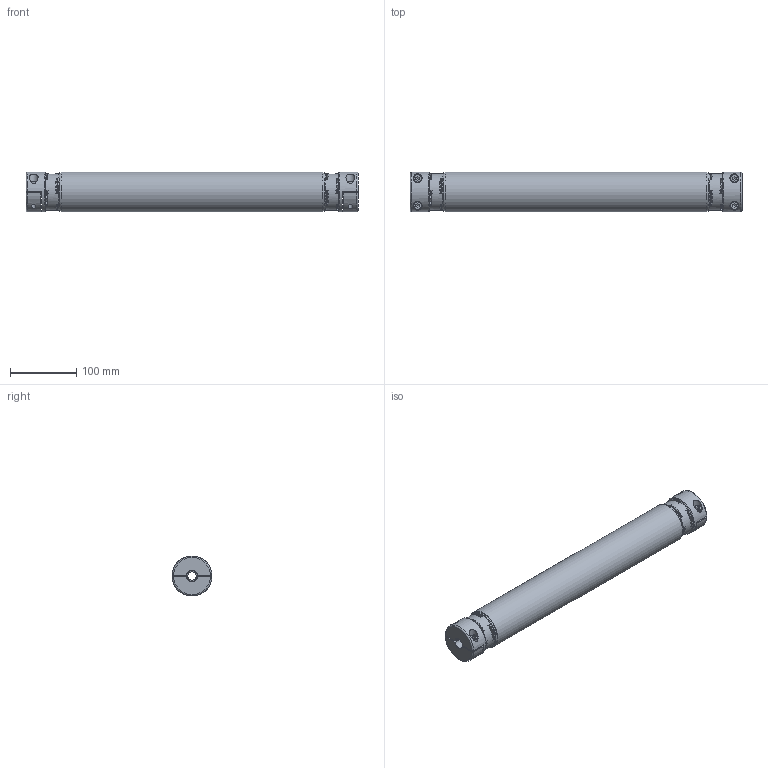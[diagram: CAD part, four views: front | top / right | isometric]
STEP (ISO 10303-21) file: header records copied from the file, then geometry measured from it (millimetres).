
FILE_DESCRIPTION( ( 'Unknown' ), '1' );
FILE_NAME( 'EKHZ 90 - L=0,5m.stp', 'Unknown', ( 'Unknown' ), ( 'Unknown' ), 'PSStep 10.1', 'Unknown', ' ' );
FILE_SCHEMA( ( 'AUTOMOTIVE_DESIGN { 1 0 10303 214 1 1 1 1 }' ) );
Length unit declared in the file: millimetre
Products named in the file (1): EKHZ 90 - halb
Bounding box: 500 x 60 x 60 mm (x, y, z)
Volume: 464574 mm3; surface area: 205549.2 mm2
Topology: 1 solids, 1 shells, 494 faces, 1367 edges, 869 vertices
Faces by surface type: cylinder 148, cone 148, plane 138, torus 60
Full cylindrical faces by diameter (mm): 4 x16, 6.8 x4, 8 x4, 8.6 x4, 12.5 x2, 13 x4, 13.5 x4, 16 x2, 27 x4, 35 x2, 44 x2, 54 x1, 55 x2, 58 x2, 60 x3
Entity records: 20876 total; most frequent: CARTESIAN_POINT 4955, DIRECTION 2498, ORIENTED_EDGE 2468, EDGE_CURVE 1234, AXIS2_PLACEMENT_3D 1105, VERTEX_POINT 830, EDGE_LOOP 648, CIRCLE 610
